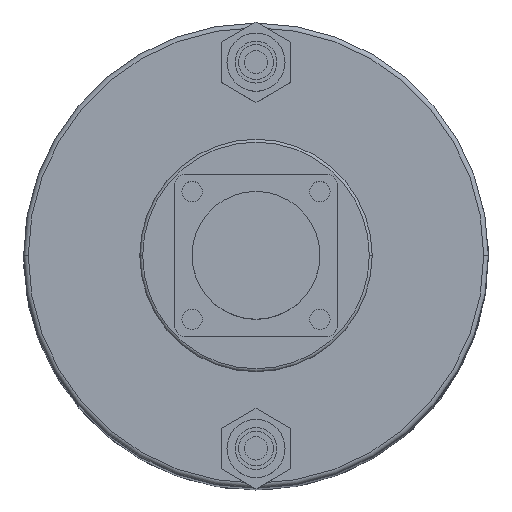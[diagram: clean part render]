
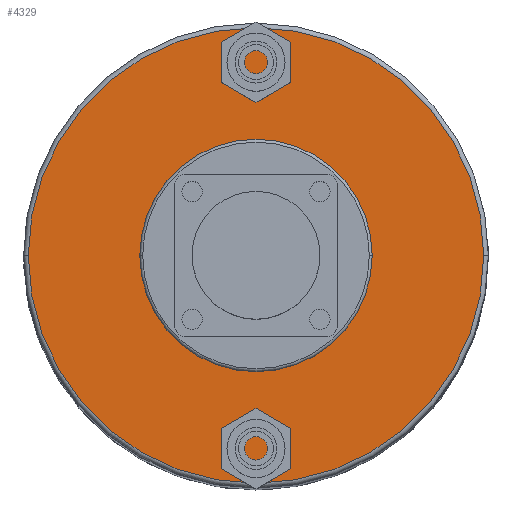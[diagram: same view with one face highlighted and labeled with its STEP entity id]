
A CAD part, top view. The second image highlights one B-rep face of the part: STEP entity #4329.
In plain terms, the highlighted face is planar.
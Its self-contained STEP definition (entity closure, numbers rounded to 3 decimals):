
#107 = AXIS2_PLACEMENT_3D ( 'NONE', #3297, #743, #1059 ) ;
#113 = PLANE ( 'NONE',  #4178 ) ;
#120 = VERTEX_POINT ( 'NONE', #4009 ) ;
#264 = EDGE_CURVE ( 'NONE', #3925, #415, #1955, .T. ) ;
#333 = EDGE_LOOP ( 'NONE', ( #4621, #1704 ) ) ;
#405 = CIRCLE ( 'NONE', #4240, 39.2 ) ;
#415 = VERTEX_POINT ( 'NONE', #3784 ) ;
#565 = DIRECTION ( 'NONE',  ( 0., 0., 1. ) ) ;
#743 = DIRECTION ( 'NONE',  ( -1., 0., 0. ) ) ;
#1059 = DIRECTION ( 'NONE',  ( 0., 0., 1. ) ) ;
#1117 = DIRECTION ( 'NONE',  ( 0., 0., 1. ) ) ;
#1309 = VERTEX_POINT ( 'NONE', #3237 ) ;
#1646 = EDGE_CURVE ( 'NONE', #415, #3925, #1675, .T. ) ;
#1675 = CIRCLE ( 'NONE', #3138, 20. ) ;
#1704 = ORIENTED_EDGE ( 'NONE', *, *, #1646, .F. ) ;
#1955 = CIRCLE ( 'NONE', #2432, 20. ) ;
#2022 = EDGE_LOOP ( 'NONE', ( #4092, #3865 ) ) ;
#2217 = CARTESIAN_POINT ( 'NONE',  ( 2., 0., 0. ) ) ;
#2311 = FACE_BOUND ( 'NONE', #333, .T. ) ;
#2371 = FACE_OUTER_BOUND ( 'NONE', #2022, .T. ) ;
#2374 = CIRCLE ( 'NONE', #107, 39.2 ) ;
#2385 = CARTESIAN_POINT ( 'NONE',  ( 2., 0., 0. ) ) ;
#2432 = AXIS2_PLACEMENT_3D ( 'NONE', #2217, #4400, #1117 ) ;
#2443 = CARTESIAN_POINT ( 'NONE',  ( 2., 0., 20. ) ) ;
#2860 = CARTESIAN_POINT ( 'NONE',  ( 2., 0., 0. ) ) ;
#3006 = EDGE_CURVE ( 'NONE', #1309, #120, #405, .T. ) ;
#3019 = DIRECTION ( 'NONE',  ( 1., 0., 0. ) ) ;
#3138 = AXIS2_PLACEMENT_3D ( 'NONE', #2860, #4255, #3875 ) ;
#3237 = CARTESIAN_POINT ( 'NONE',  ( 2., 0., 39.2 ) ) ;
#3297 = CARTESIAN_POINT ( 'NONE',  ( 2., 0., 0. ) ) ;
#3436 = DIRECTION ( 'NONE',  ( 0., 0., -1. ) ) ;
#3585 = EDGE_CURVE ( 'NONE', #120, #1309, #2374, .T. ) ;
#3784 = CARTESIAN_POINT ( 'NONE',  ( 2., 0., -20. ) ) ;
#3823 = CARTESIAN_POINT ( 'NONE',  ( 2., 39.2, 0. ) ) ;
#3865 = ORIENTED_EDGE ( 'NONE', *, *, #3585, .T. ) ;
#3875 = DIRECTION ( 'NONE',  ( 0., 0., 1. ) ) ;
#3925 = VERTEX_POINT ( 'NONE', #2443 ) ;
#4009 = CARTESIAN_POINT ( 'NONE',  ( 2., 0., -39.2 ) ) ;
#4092 = ORIENTED_EDGE ( 'NONE', *, *, #3006, .T. ) ;
#4178 = AXIS2_PLACEMENT_3D ( 'NONE', #3823, #3019, #3436 ) ;
#4240 = AXIS2_PLACEMENT_3D ( 'NONE', #2385, #4243, #565 ) ;
#4243 = DIRECTION ( 'NONE',  ( -1., 0., 0. ) ) ;
#4255 = DIRECTION ( 'NONE',  ( -1., 0., 0. ) ) ;
#4329 = ADVANCED_FACE ( 'NONE', ( #2311, #2371 ), #113, .F. ) ;
#4400 = DIRECTION ( 'NONE',  ( -1., 0., 0. ) ) ;
#4621 = ORIENTED_EDGE ( 'NONE', *, *, #264, .F. ) ;
